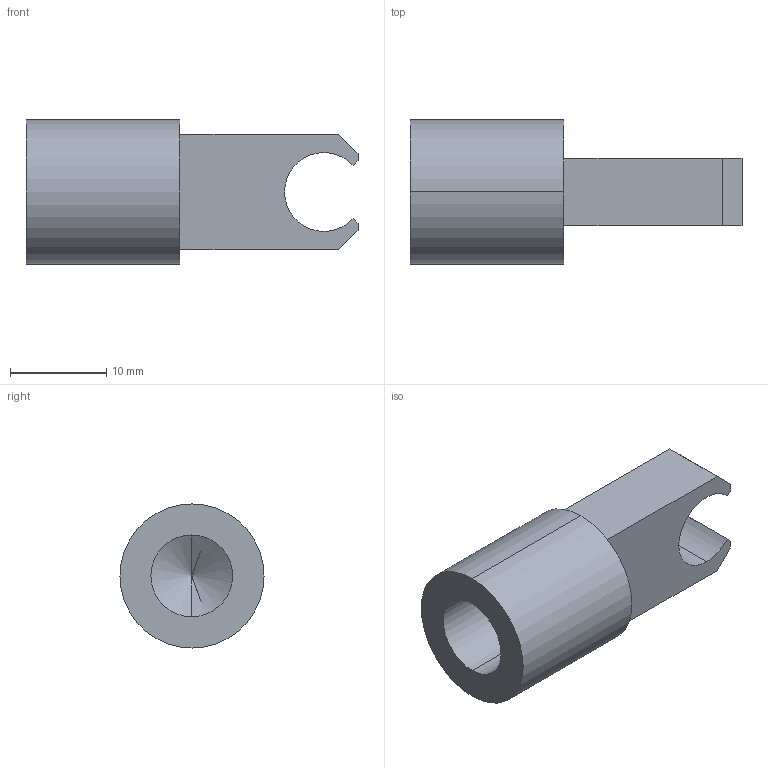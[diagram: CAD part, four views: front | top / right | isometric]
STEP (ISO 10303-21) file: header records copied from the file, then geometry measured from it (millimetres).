
FILE_DESCRIPTION (( 'STEP AP214' ), '1' );
FILE_NAME ('Extracteur_Inertie_8mm.STEP', '2020-08-08T02:28:24', ( '' ), ( '' ), 'SwSTEP 2.0', 'SolidWorks 2013', '' );
FILE_SCHEMA (( 'AUTOMOTIVE_DESIGN' ));
Length unit declared in the file: millimetre
Products named in the file (1): Extracteur_Inertie_8mm
Bounding box: 34.54 x 15 x 15 mm (x, y, z)
Volume: 3264.9 mm3; surface area: 2116.4 mm2
Topology: 1 solids, 1 shells, 21 faces, 52 edges, 33 vertices
Faces by surface type: plane 12, cylinder 7, cone 2
Entity records: 666 total; most frequent: DIRECTION 108, CARTESIAN_POINT 105, ORIENTED_EDGE 100, EDGE_CURVE 50, VECTOR 36, AXIS2_PLACEMENT_3D 36, LINE 36, VERTEX_POINT 33
